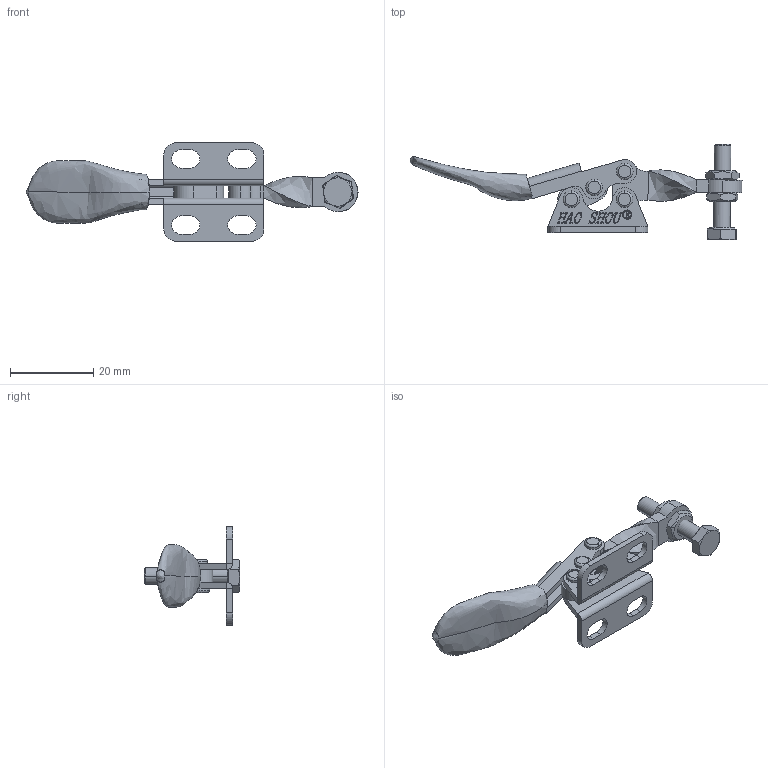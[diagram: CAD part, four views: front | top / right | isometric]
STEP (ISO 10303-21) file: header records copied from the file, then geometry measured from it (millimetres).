
FILE_DESCRIPTION (( 'STEP AP203' ), '1' );
FILE_NAME ('HS-201-A .STEP', '2019-09-30T00:40:04', ( '微软用户' ), ( '微软中国' ), 'SwSTEP 2.0', 'SolidWorks 2012', '' );
FILE_SCHEMA (( 'CONFIG_CONTROL_DESIGN' ));
Length unit declared in the file: millimetre
Products named in the file (10): HS-201-A  ; 201-A揤參; hex thin nuts-grades ab-chamfered gb_GB_FASTENER_NUT_STNAB M4-N; hexagon head bolts-full thread gb_GB_FASTENER_BOLT_STBAB A M4X20-C; 楊擘菁釱; 种; 忒梟; 忒參; 蟀裝
Assembly tree (13 placements, depth 2):
  HS-201-A  
    楊擘菁釱
    蟀裝
    忒參
    忒梟
    种  x4
    楊擘菁釱
    hexagon head bolts-full thread gb_GB_FASTENER_BOLT_STBAB A M4X20-C
    hex thin nuts-grades ab-chamfered gb_GB_FASTENER_NUT_STNAB M4-N  x2
    201-A揤參
Bounding box: 79.93 x 22.97 x 23.8 mm (x, y, z)
Volume: 4282.6 mm3; surface area: 5768.4 mm2
Topology: 13 solids, 13 shells, 601 faces, 1548 edges, 1008 vertices
Faces by surface type: plane 328, bspline 124, cylinder 107, cone 26, torus 16
Entity records: 25982 total; most frequent: CARTESIAN_POINT 12025, ORIENTED_EDGE 2860, DIRECTION 2237, EDGE_CURVE 1430, VECTOR 959, LINE 959, VERTEX_POINT 936, AXIS2_PLACEMENT_3D 639
